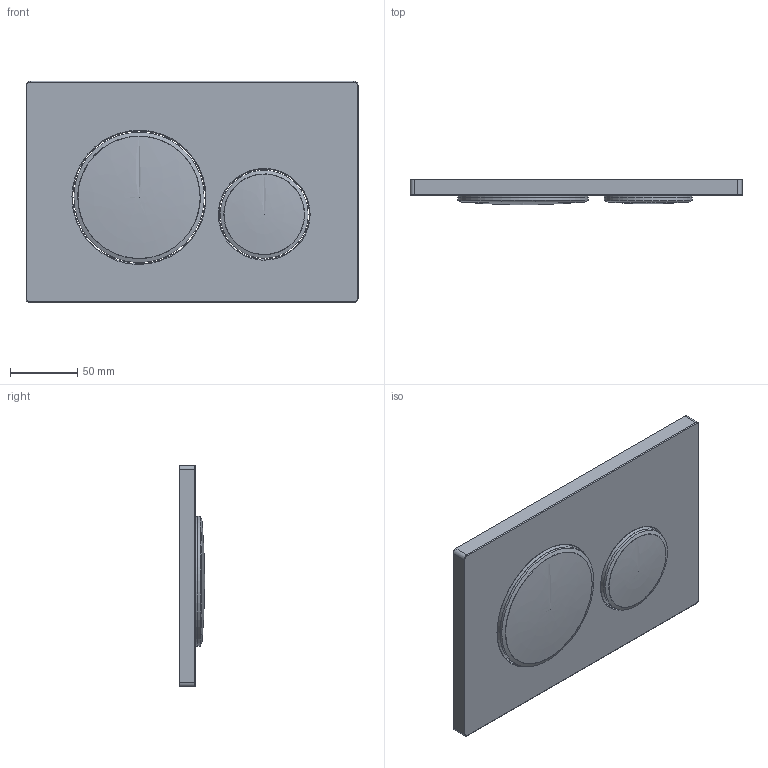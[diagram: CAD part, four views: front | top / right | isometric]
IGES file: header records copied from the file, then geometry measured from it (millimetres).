
Global section: file name: 115882; native system: Autodesk Inventor 2018; preprocessor: unknown; author: JANAN; date: 20211008.094108; units: millimetre
Bounding box: 246 x 18.6 x 164 mm (x, y, z)
Volume: 532484.6 mm3; surface area: 125633.9 mm2
Topology: 5 solids, 5 shells, 66 faces, 153 edges, 108 vertices
Faces by surface type: bspline 66
